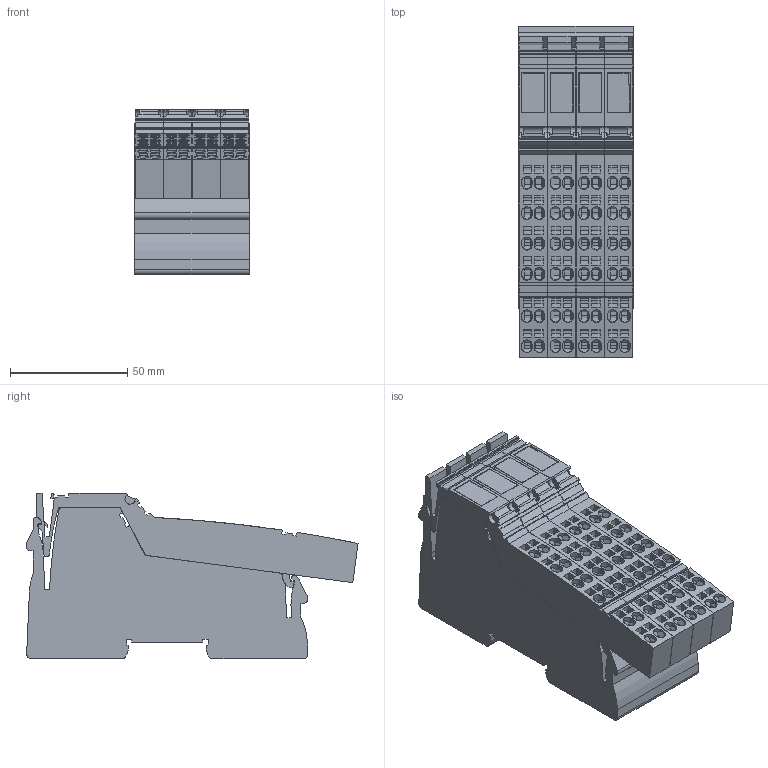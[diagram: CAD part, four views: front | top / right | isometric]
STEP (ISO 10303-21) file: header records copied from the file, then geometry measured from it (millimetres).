
FILE_DESCRIPTION(('Creo Elements/Direct Modeling STEP Export'),'2;1');
FILE_NAME('model.stp','2019-06-19T 4:13:05',(''),(''),'Creo Elements/Direct Modeling STEP processor for AP214 (Solid Model)','Creo Elements/Direct Modeling 20.1A 29-Sep-2018 (C) Parametric Technology GmbH','');
FILE_SCHEMA(('AUTOMOTIVE_DESIGN { 1 0 10303 214 1 1 1 1 }'));
Length unit declared in the file: millimetre
Products named in the file (5): L_L_8_GEH_GN_6021-select; L_L_ST_R_GN_6021-select; L_L_LWL_BU_HKS_50K_AUSSEN-select; L_L_LWL_BU_HKS_50K-select.2; IB_IL_24_DI_16_2MBD_PAC_...-select
Assembly tree (9 placements, depth 2):
  IB_IL_24_DI_16_2MBD_PAC_...-select
    L_L_LWL_BU_HKS_50K-select.2  x3
    L_L_LWL_BU_HKS_50K_AUSSEN-select
    L_L_ST_R_GN_6021-select  x4
    L_L_8_GEH_GN_6021-select
Bounding box: 48.6 x 141.41 x 70.43 mm (x, y, z)
Volume: 335258.4 mm3; surface area: 94769.5 mm2
Topology: 9 solids, 9 shells, 2413 faces, 6357 edges, 4206 vertices
Faces by surface type: plane 2088, cylinder 213, cone 112
Entity records: 44834 total; most frequent: CARTESIAN_POINT 10286, ORIENTED_EDGE 5550, DIRECTION 4968, EDGE_CURVE 2775, VECTOR 2496, LINE 2496, VERTEX_POINT 1842, AXIS2_PLACEMENT_3D 1236
